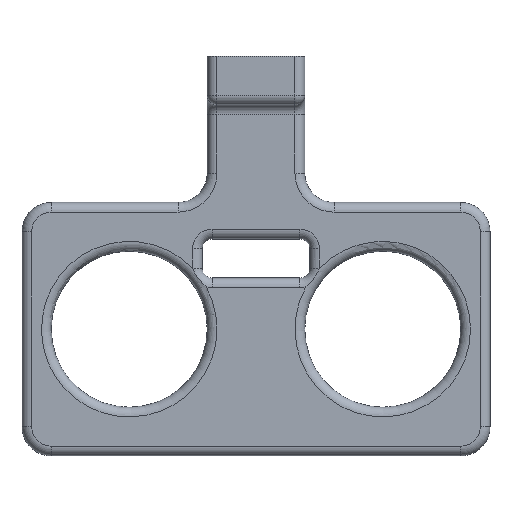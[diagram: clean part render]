
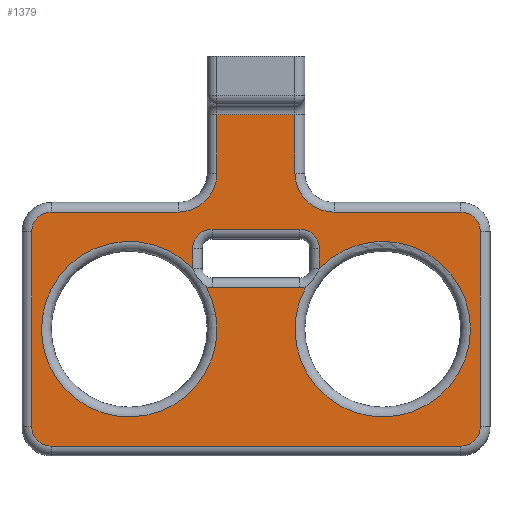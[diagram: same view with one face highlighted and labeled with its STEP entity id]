
A CAD part, top view. The second image highlights one B-rep face of the part: STEP entity #1379.
In plain terms, the highlighted planar face has unit normal (0, 0, 1).
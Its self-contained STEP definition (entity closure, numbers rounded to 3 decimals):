
#21=FACE_BOUND('',#183,.T.);
#27=PLANE('',#1531);
#96=FACE_OUTER_BOUND('',#182,.T.);
#182=EDGE_LOOP('',(#1000,#1001,#1002,#1003,#1004,#1005,#1006,#1007,#1008,
#1009,#1010,#1011,#1012,#1013));
#183=EDGE_LOOP('',(#1014,#1015,#1016,#1017,#1018,#1019,#1020,#1021,#1022,
#1023,#1024,#1025,#1026,#1027));
#262=LINE('',#2325,#347);
#263=LINE('',#2334,#348);
#264=LINE('',#2363,#349);
#265=LINE('',#2390,#350);
#269=LINE('',#2408,#354);
#270=LINE('',#2412,#355);
#271=LINE('',#2416,#356);
#272=LINE('',#2420,#357);
#273=LINE('',#2424,#358);
#274=LINE('',#2428,#359);
#275=LINE('',#2432,#360);
#276=LINE('',#2433,#361);
#347=VECTOR('',#1790,10.);
#348=VECTOR('',#1803,10.);
#349=VECTOR('',#1816,10.);
#350=VECTOR('',#1827,10.);
#354=VECTOR('',#1849,10.);
#355=VECTOR('',#1852,10.);
#356=VECTOR('',#1855,10.);
#357=VECTOR('',#1858,10.);
#358=VECTOR('',#1861,10.);
#359=VECTOR('',#1864,10.);
#360=VECTOR('',#1867,10.);
#361=VECTOR('',#1868,10.);
#447=CIRCLE('',#1501,2.);
#453=CIRCLE('',#1509,2.);
#455=CIRCLE('',#1513,2.);
#457=CIRCLE('',#1515,2.);
#459=CIRCLE('',#1519,2.);
#461=CIRCLE('',#1521,2.);
#462=CIRCLE('',#1526,9.);
#466=CIRCLE('',#1530,9.);
#467=CIRCLE('',#1532,4.);
#468=CIRCLE('',#1533,2.);
#469=CIRCLE('',#1534,2.);
#470=CIRCLE('',#1535,2.);
#471=CIRCLE('',#1536,2.);
#472=CIRCLE('',#1537,4.);
#473=CIRCLE('',#1538,9.);
#474=CIRCLE('',#1539,9.);
#574=VERTEX_POINT('',#2313);
#575=VERTEX_POINT('',#2315);
#577=VERTEX_POINT('',#2321);
#579=VERTEX_POINT('',#2327);
#580=VERTEX_POINT('',#2332);
#581=VERTEX_POINT('',#2336);
#582=VERTEX_POINT('',#2337);
#583=VERTEX_POINT('',#2356);
#584=VERTEX_POINT('',#2361);
#585=VERTEX_POINT('',#2365);
#586=VERTEX_POINT('',#2366);
#587=VERTEX_POINT('',#2385);
#588=VERTEX_POINT('',#2397);
#591=VERTEX_POINT('',#2406);
#592=VERTEX_POINT('',#2407);
#593=VERTEX_POINT('',#2409);
#594=VERTEX_POINT('',#2411);
#595=VERTEX_POINT('',#2413);
#596=VERTEX_POINT('',#2415);
#597=VERTEX_POINT('',#2417);
#598=VERTEX_POINT('',#2419);
#599=VERTEX_POINT('',#2421);
#600=VERTEX_POINT('',#2423);
#601=VERTEX_POINT('',#2425);
#602=VERTEX_POINT('',#2427);
#603=VERTEX_POINT('',#2429);
#604=VERTEX_POINT('',#2431);
#605=VERTEX_POINT('',#2434);
#716=EDGE_CURVE('',#574,#575,#447,.T.);
#721=EDGE_CURVE('',#575,#577,#262,.T.);
#724=EDGE_CURVE('',#577,#579,#453,.T.);
#726=EDGE_CURVE('',#579,#580,#263,.T.);
#728=EDGE_CURVE('',#582,#583,#455,.T.);
#730=EDGE_CURVE('',#580,#581,#457,.T.);
#732=EDGE_CURVE('',#583,#584,#264,.T.);
#734=EDGE_CURVE('',#586,#587,#459,.T.);
#736=EDGE_CURVE('',#584,#585,#461,.T.);
#737=EDGE_CURVE('',#587,#574,#265,.T.);
#741=EDGE_CURVE('',#581,#588,#462,.T.);
#745=EDGE_CURVE('',#588,#582,#466,.T.);
#746=EDGE_CURVE('',#591,#592,#269,.T.);
#747=EDGE_CURVE('',#593,#591,#467,.T.);
#748=EDGE_CURVE('',#594,#593,#270,.T.);
#749=EDGE_CURVE('',#595,#594,#468,.T.);
#750=EDGE_CURVE('',#596,#595,#271,.T.);
#751=EDGE_CURVE('',#597,#596,#469,.T.);
#752=EDGE_CURVE('',#598,#597,#272,.T.);
#753=EDGE_CURVE('',#599,#598,#470,.T.);
#754=EDGE_CURVE('',#600,#599,#273,.T.);
#755=EDGE_CURVE('',#601,#600,#471,.T.);
#756=EDGE_CURVE('',#602,#601,#274,.T.);
#757=EDGE_CURVE('',#603,#602,#472,.T.);
#758=EDGE_CURVE('',#604,#603,#275,.T.);
#759=EDGE_CURVE('',#592,#604,#276,.T.);
#760=EDGE_CURVE('',#605,#586,#473,.T.);
#761=EDGE_CURVE('',#585,#605,#474,.T.);
#1000=ORIENTED_EDGE('',*,*,#746,.F.);
#1001=ORIENTED_EDGE('',*,*,#747,.F.);
#1002=ORIENTED_EDGE('',*,*,#748,.F.);
#1003=ORIENTED_EDGE('',*,*,#749,.F.);
#1004=ORIENTED_EDGE('',*,*,#750,.F.);
#1005=ORIENTED_EDGE('',*,*,#751,.F.);
#1006=ORIENTED_EDGE('',*,*,#752,.F.);
#1007=ORIENTED_EDGE('',*,*,#753,.F.);
#1008=ORIENTED_EDGE('',*,*,#754,.F.);
#1009=ORIENTED_EDGE('',*,*,#755,.F.);
#1010=ORIENTED_EDGE('',*,*,#756,.F.);
#1011=ORIENTED_EDGE('',*,*,#757,.F.);
#1012=ORIENTED_EDGE('',*,*,#758,.F.);
#1013=ORIENTED_EDGE('',*,*,#759,.F.);
#1014=ORIENTED_EDGE('',*,*,#730,.F.);
#1015=ORIENTED_EDGE('',*,*,#726,.F.);
#1016=ORIENTED_EDGE('',*,*,#724,.F.);
#1017=ORIENTED_EDGE('',*,*,#721,.F.);
#1018=ORIENTED_EDGE('',*,*,#716,.F.);
#1019=ORIENTED_EDGE('',*,*,#737,.F.);
#1020=ORIENTED_EDGE('',*,*,#734,.F.);
#1021=ORIENTED_EDGE('',*,*,#760,.F.);
#1022=ORIENTED_EDGE('',*,*,#761,.F.);
#1023=ORIENTED_EDGE('',*,*,#736,.F.);
#1024=ORIENTED_EDGE('',*,*,#732,.F.);
#1025=ORIENTED_EDGE('',*,*,#728,.F.);
#1026=ORIENTED_EDGE('',*,*,#745,.F.);
#1027=ORIENTED_EDGE('',*,*,#741,.F.);
#1379=ADVANCED_FACE('',(#96,#21),#27,.T.);
#1501=AXIS2_PLACEMENT_3D('',#2316,#1779,#1780);
#1509=AXIS2_PLACEMENT_3D('',#2330,#1797,#1798);
#1513=AXIS2_PLACEMENT_3D('',#2357,#1806,#1807);
#1515=AXIS2_PLACEMENT_3D('',#2359,#1810,#1811);
#1519=AXIS2_PLACEMENT_3D('',#2386,#1819,#1820);
#1521=AXIS2_PLACEMENT_3D('',#2388,#1823,#1824);
#1526=AXIS2_PLACEMENT_3D('',#2398,#1837,#1838);
#1530=AXIS2_PLACEMENT_3D('',#2404,#1845,#1846);
#1531=AXIS2_PLACEMENT_3D('',#2405,#1847,#1848);
#1532=AXIS2_PLACEMENT_3D('',#2410,#1850,#1851);
#1533=AXIS2_PLACEMENT_3D('',#2414,#1853,#1854);
#1534=AXIS2_PLACEMENT_3D('',#2418,#1856,#1857);
#1535=AXIS2_PLACEMENT_3D('',#2422,#1859,#1860);
#1536=AXIS2_PLACEMENT_3D('',#2426,#1862,#1863);
#1537=AXIS2_PLACEMENT_3D('',#2430,#1865,#1866);
#1538=AXIS2_PLACEMENT_3D('',#2435,#1869,#1870);
#1539=AXIS2_PLACEMENT_3D('',#2436,#1871,#1872);
#1779=DIRECTION('center_axis',(0.,0.,1.));
#1780=DIRECTION('ref_axis',(0.707,0.707,0.));
#1790=DIRECTION('',(-1.,0.,0.));
#1797=DIRECTION('center_axis',(0.,0.,1.));
#1798=DIRECTION('ref_axis',(-0.707,0.707,0.));
#1803=DIRECTION('',(0.,-1.,0.));
#1806=DIRECTION('center_axis',(0.,0.,1.));
#1807=DIRECTION('ref_axis',(-0.707,-0.707,0.));
#1810=DIRECTION('center_axis',(0.,0.,1.));
#1811=DIRECTION('ref_axis',(-0.707,-0.707,0.));
#1816=DIRECTION('',(1.,0.,0.));
#1819=DIRECTION('center_axis',(0.,0.,1.));
#1820=DIRECTION('ref_axis',(0.707,-0.707,0.));
#1823=DIRECTION('center_axis',(0.,0.,1.));
#1824=DIRECTION('ref_axis',(0.707,-0.707,0.));
#1827=DIRECTION('',(0.,1.,0.));
#1837=DIRECTION('center_axis',(0.,0.,1.));
#1838=DIRECTION('ref_axis',(1.,0.,0.));
#1845=DIRECTION('center_axis',(0.,0.,1.));
#1846=DIRECTION('ref_axis',(1.,0.,0.));
#1847=DIRECTION('center_axis',(0.,0.,1.));
#1848=DIRECTION('ref_axis',(1.,0.,0.));
#1849=DIRECTION('',(0.,1.,0.));
#1850=DIRECTION('center_axis',(0.,0.,1.));
#1851=DIRECTION('ref_axis',(0.707,-0.707,0.));
#1852=DIRECTION('',(1.,0.,0.));
#1853=DIRECTION('center_axis',(0.,0.,-1.));
#1854=DIRECTION('ref_axis',(-0.707,0.707,0.));
#1855=DIRECTION('',(0.,1.,0.));
#1856=DIRECTION('center_axis',(0.,0.,-1.));
#1857=DIRECTION('ref_axis',(-0.707,-0.707,0.));
#1858=DIRECTION('',(-1.,0.,0.));
#1859=DIRECTION('center_axis',(0.,0.,-1.));
#1860=DIRECTION('ref_axis',(0.707,-0.707,0.));
#1861=DIRECTION('',(0.,-1.,0.));
#1862=DIRECTION('center_axis',(0.,0.,-1.));
#1863=DIRECTION('ref_axis',(0.707,0.707,0.));
#1864=DIRECTION('',(1.,0.,0.));
#1865=DIRECTION('center_axis',(0.,0.,1.));
#1866=DIRECTION('ref_axis',(-0.707,-0.707,0.));
#1867=DIRECTION('',(0.,-1.,0.));
#1868=DIRECTION('',(1.,0.,0.));
#1869=DIRECTION('center_axis',(0.,0.,1.));
#1870=DIRECTION('ref_axis',(1.,0.,0.));
#1871=DIRECTION('center_axis',(0.,0.,1.));
#1872=DIRECTION('ref_axis',(1.,0.,0.));
#2313=CARTESIAN_POINT('',(-6.5,8.25,3.));
#2315=CARTESIAN_POINT('',(-8.5,10.25,3.));
#2316=CARTESIAN_POINT('Origin',(-8.5,8.25,3.));
#2321=CARTESIAN_POINT('',(-17.5,10.25,3.));
#2325=CARTESIAN_POINT('',(-15.75,10.25,3.));
#2327=CARTESIAN_POINT('',(-19.5,8.25,3.));
#2330=CARTESIAN_POINT('Origin',(-17.5,8.25,3.));
#2332=CARTESIAN_POINT('',(-19.5,6.25,3.));
#2334=CARTESIAN_POINT('',(-19.5,5.125,3.));
#2336=CARTESIAN_POINT('',(-19.5,6.225,3.));
#2337=CARTESIAN_POINT('',(-18.12,4.349,3.));
#2356=CARTESIAN_POINT('',(-17.5,4.25,3.));
#2357=CARTESIAN_POINT('Origin',(-17.5,6.25,3.));
#2359=CARTESIAN_POINT('Origin',(-17.5,6.25,3.));
#2361=CARTESIAN_POINT('',(-8.5,4.25,3.));
#2363=CARTESIAN_POINT('',(-10.25,4.25,3.));
#2365=CARTESIAN_POINT('',(-7.88,4.349,3.));
#2366=CARTESIAN_POINT('',(-6.5,6.225,3.));
#2385=CARTESIAN_POINT('',(-6.5,6.25,3.));
#2386=CARTESIAN_POINT('Origin',(-8.5,6.25,3.));
#2388=CARTESIAN_POINT('Origin',(-8.5,6.25,3.));
#2390=CARTESIAN_POINT('',(-6.5,7.125,3.));
#2397=CARTESIAN_POINT('',(-17.,0.,3.));
#2398=CARTESIAN_POINT('Origin',(-26.,0.,3.));
#2404=CARTESIAN_POINT('Origin',(-26.,0.,3.));
#2405=CARTESIAN_POINT('Origin',(-13.,5.,3.));
#2406=CARTESIAN_POINT('',(-17.,16.,3.));
#2407=CARTESIAN_POINT('',(-17.,22.,3.));
#2408=CARTESIAN_POINT('',(-17.,14.,3.));
#2409=CARTESIAN_POINT('',(-21.,12.,3.));
#2410=CARTESIAN_POINT('Origin',(-21.,16.,3.));
#2411=CARTESIAN_POINT('',(-34.,12.,3.));
#2412=CARTESIAN_POINT('',(-15.5,12.,3.));
#2413=CARTESIAN_POINT('',(-36.,10.,3.));
#2414=CARTESIAN_POINT('Origin',(-34.,10.,3.));
#2415=CARTESIAN_POINT('',(-36.,-10.,3.));
#2416=CARTESIAN_POINT('',(-36.,9.,3.));
#2417=CARTESIAN_POINT('',(-34.,-12.,3.));
#2418=CARTESIAN_POINT('Origin',(-34.,-10.,3.));
#2419=CARTESIAN_POINT('',(8.,-12.,3.));
#2420=CARTESIAN_POINT('',(-25.,-12.,3.));
#2421=CARTESIAN_POINT('',(10.,-10.,3.));
#2422=CARTESIAN_POINT('Origin',(8.,-10.,3.));
#2423=CARTESIAN_POINT('',(10.,10.,3.));
#2424=CARTESIAN_POINT('',(10.,-4.,3.));
#2425=CARTESIAN_POINT('',(8.,12.,3.));
#2426=CARTESIAN_POINT('Origin',(8.,10.,3.));
#2427=CARTESIAN_POINT('',(-5.,12.,3.));
#2428=CARTESIAN_POINT('',(-1.,12.,3.));
#2429=CARTESIAN_POINT('',(-9.,16.,3.));
#2430=CARTESIAN_POINT('Origin',(-5.,16.,3.));
#2431=CARTESIAN_POINT('',(-9.,22.,3.));
#2432=CARTESIAN_POINT('',(-9.,9.,3.));
#2433=CARTESIAN_POINT('',(-13.,22.,3.));
#2434=CARTESIAN_POINT('',(9.,0.,3.));
#2435=CARTESIAN_POINT('Origin',(0.,0.,3.));
#2436=CARTESIAN_POINT('Origin',(0.,0.,3.));
